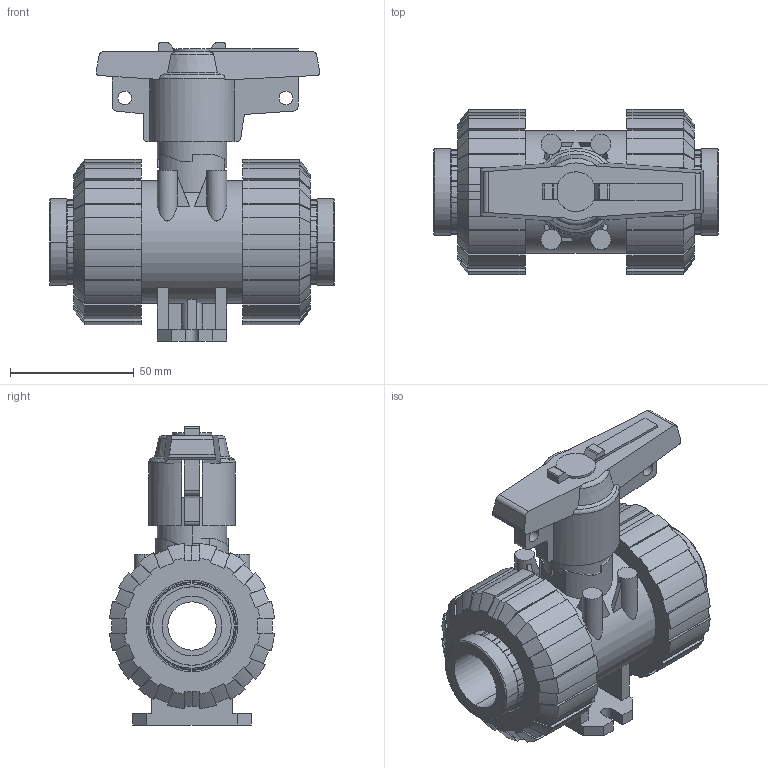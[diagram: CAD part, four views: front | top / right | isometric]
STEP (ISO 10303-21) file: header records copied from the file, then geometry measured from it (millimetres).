
FILE_DESCRIPTION(('STEP AP214'),'1');
FILE_NAME('cctmp_F81344CB-4CE5-4082-9CAE-87DC45B13B6E_2021_10_21_13_07_52_0449..stp','2021-10-21T11:07:52',('Praher Valves GmbH'),('CADClick - www.CADClick.com'),'Spatial InterOp 3D',' ','unknown authorization');
FILE_SCHEMA(('AUTOMOTIVE_DESIGN'));
Length unit declared in the file: millimetre
Products named in the file (7): cc_unnamed; 210392_5; 210392_4; 210392_3; 210392_2; 210392_1; 210392
Assembly tree (6 placements, depth 2):
  cc_unnamed
    210392_5
    210392_4
    210392_3
    210392_2
    210392_1
    210392
Bounding box: 115 x 66.73 x 120.43 mm (x, y, z)
Volume: 301299.8 mm3; surface area: 88167.6 mm2
Topology: 8 solids, 8 shells, 600 faces, 1710 edges, 1138 vertices
Faces by surface type: plane 294, cylinder 210, cone 84, torus 12
Entity records: 25191 total; most frequent: CARTESIAN_POINT 4432, ORIENTED_EDGE 3420, DIRECTION 3324, EDGE_CURVE 1710, AXIS2_PLACEMENT_3D 1199, VERTEX_POINT 1138, LINE 926, VECTOR 926
